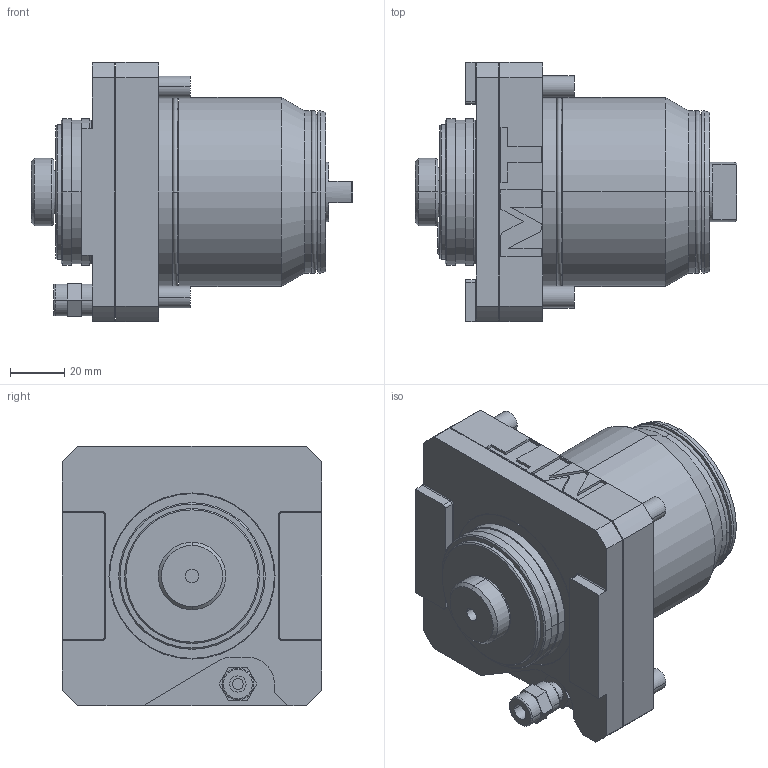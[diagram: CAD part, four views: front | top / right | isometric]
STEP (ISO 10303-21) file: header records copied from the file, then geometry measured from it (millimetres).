
FILE_DESCRIPTION((''),'2;1');
FILE_NAME('FMR0030150_CONF','2024-07-04T15:31:03',('smalpassi'),('M.T. srl'),'CREO PARAMETRIC BY PTC INC, 2023352','CREO PARAMETRIC BY PTC INC, 2023352','');
FILE_SCHEMA(('CONFIG_CONTROL_DESIGN'));
Length unit declared in the file: millimetre
Products named in the file (1): FMR0030150_CONF
Bounding box: 119.2 x 96 x 96 mm (x, y, z)
Volume: 486504.1 mm3; surface area: 66959.5 mm2
Topology: 1 solids, 1 shells, 231 faces, 548 edges, 354 vertices
Faces by surface type: plane 101, cylinder 96, torus 16, cone 16, extrusion 2
Entity records: 6786 total; most frequent: DIRECTION 1240, CARTESIAN_POINT 1171, ORIENTED_EDGE 1096, EDGE_CURVE 548, AXIS2_PLACEMENT_3D 469, VERTEX_POINT 354, VECTOR 302, LINE 300
